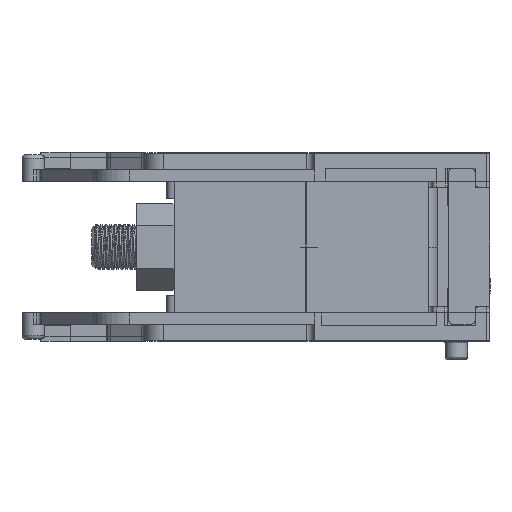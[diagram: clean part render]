
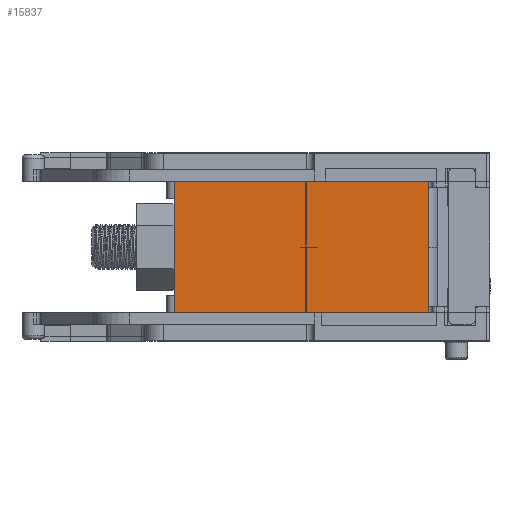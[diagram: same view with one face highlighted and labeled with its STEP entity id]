
A CAD part, left-side view. The second image highlights one B-rep face of the part: STEP entity #15837.
In plain terms, the highlighted planar face has unit normal (-1, 0, 0).
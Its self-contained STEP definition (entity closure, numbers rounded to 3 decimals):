
#15837 = ADVANCED_FACE( '', ( #35149 ), #35150, .T. );
#35149 = FACE_OUTER_BOUND( '', #68255, .T. );
#35150 = PLANE( '', #68256 );
#68255 = EDGE_LOOP( '', ( #97828, #97829, #97830, #97831 ) );
#68256 = AXIS2_PLACEMENT_3D( '', #97832, #97833, #97834 );
#97828 = ORIENTED_EDGE( '', *, *, #108823, .T. );
#97829 = ORIENTED_EDGE( '', *, *, #107774, .T. );
#97830 = ORIENTED_EDGE( '', *, *, #107967, .T. );
#97831 = ORIENTED_EDGE( '', *, *, #109589, .T. );
#97832 = CARTESIAN_POINT( '', ( 1406.086, 0., 0. ) );
#97833 = DIRECTION( '', ( -1., 0., 0. ) );
#97834 = DIRECTION( '', ( 0., 0., 1. ) );
#107774 = EDGE_CURVE( '', #110541, #110542, #110543, .T. );
#107967 = EDGE_CURVE( '', #110542, #110806, #110808, .T. );
#108823 = EDGE_CURVE( '', #111928, #110541, #111929, .T. );
#109589 = EDGE_CURVE( '', #110806, #111928, #112768, .T. );
#110541 = VERTEX_POINT( '', #113762 );
#110542 = VERTEX_POINT( '', #113763 );
#110543 = LINE( '', #113764, #113765 );
#110806 = VERTEX_POINT( '', #114075 );
#110808 = LINE( '', #114078, #114079 );
#111928 = VERTEX_POINT( '', #115400 );
#111929 = LINE( '', #115401, #115402 );
#112768 = LINE( '', #116364, #116365 );
#113762 = CARTESIAN_POINT( '', ( 1406.086, 612.405, 41.2 ) );
#113763 = CARTESIAN_POINT( '', ( 1406.086, 578.405, 41.2 ) );
#113764 = CARTESIAN_POINT( '', ( 1406.086, 612.405, 41.2 ) );
#113765 = VECTOR( '', #117358, 1000. );
#114075 = CARTESIAN_POINT( '', ( 1406.086, 578.405, 58.8 ) );
#114078 = CARTESIAN_POINT( '', ( 1406.086, 578.405, 41.2 ) );
#114079 = VECTOR( '', #117494, 1000. );
#115400 = CARTESIAN_POINT( '', ( 1406.086, 612.405, 58.8 ) );
#115401 = CARTESIAN_POINT( '', ( 1406.086, 612.405, 58.8 ) );
#115402 = VECTOR( '', #118164, 1000. );
#116364 = CARTESIAN_POINT( '', ( 1406.086, 578.405, 58.8 ) );
#116365 = VECTOR( '', #118522, 1000. );
#117358 = DIRECTION( '', ( 0., -1., 0. ) );
#117494 = DIRECTION( '', ( 0., 0., 1. ) );
#118164 = DIRECTION( '', ( 0., 0., -1. ) );
#118522 = DIRECTION( '', ( 0., 1., 0. ) );
